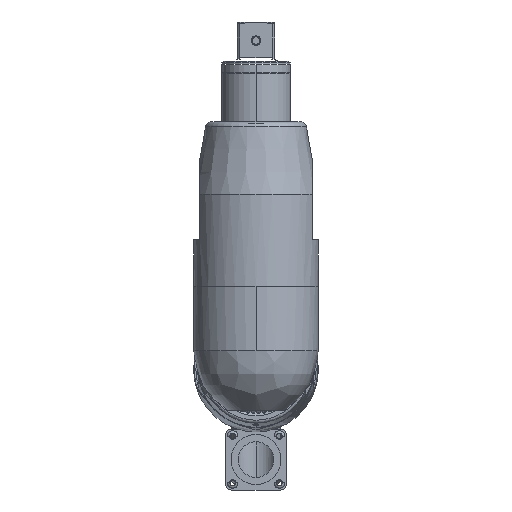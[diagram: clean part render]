
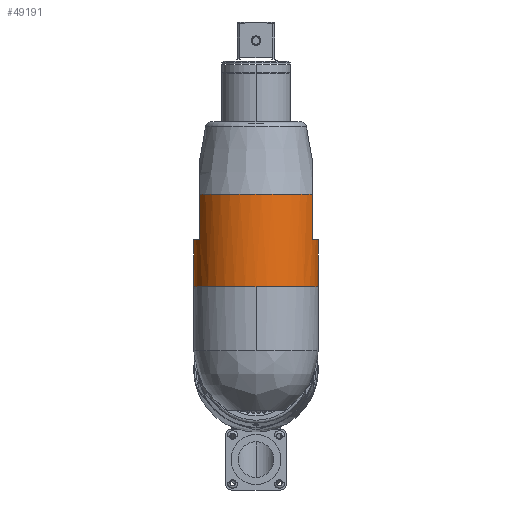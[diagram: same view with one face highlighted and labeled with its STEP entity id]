
A CAD part, left-side view. The second image highlights one B-rep face of the part: STEP entity #49191.
In plain terms, the highlighted cylindrical face has radius 31.686 mm (diameter 63.373 mm), a partial arc.
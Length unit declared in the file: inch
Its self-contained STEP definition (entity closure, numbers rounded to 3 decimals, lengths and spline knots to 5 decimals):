
#48936=CARTESIAN_POINT('',(-19.39295,0.005,2.597));
#48937=DIRECTION('',(0.,0.,1.));
#48938=DIRECTION('',(0.,1.,0.));
#48939=AXIS2_PLACEMENT_3D('',#48936,#48937,#48938);
#48941=CARTESIAN_POINT('',(-19.39295,0.005,1.659));
#48942=DIRECTION('',(0.,0.,-1.));
#48943=DIRECTION('',(0.,-1.,0.));
#48944=AXIS2_PLACEMENT_3D('',#48941,#48942,#48943);
#48946=DIRECTION('',(0.,0.,-1.));
#48947=VECTOR('',#48946,0.906);
#48948=CARTESIAN_POINT('',(-19.93205,1.13,3.503));
#48949=LINE('',#48948,#48947);
#49003=DIRECTION('',(0.,0.,1.));
#49004=VECTOR('',#49003,0.938);
#49005=CARTESIAN_POINT('',(-19.39295,1.2525,1.659));
#49006=LINE('',#49005,#49004);
#49012=DIRECTION('',(0.,0.,1.));
#49013=VECTOR('',#49012,0.938);
#49014=CARTESIAN_POINT('',(-19.39295,-1.2425,1.659));
#49015=LINE('',#49014,#49013);
#49016=CARTESIAN_POINT('',(-19.39295,0.005,2.597));
#49017=DIRECTION('',(0.,0.,-1.));
#49018=DIRECTION('',(0.,-1.,0.));
#49019=AXIS2_PLACEMENT_3D('',#49016,#49017,#49018);
#49030=DIRECTION('',(0.,0.,-1.));
#49031=VECTOR('',#49030,0.906);
#49032=CARTESIAN_POINT('',(-19.93205,-1.12,3.503));
#49033=LINE('',#49032,#49031);
#49068=CARTESIAN_POINT('',(-19.39295,0.005,3.503));
#49069=DIRECTION('',(0.,0.,-1.));
#49070=DIRECTION('',(-0.432,-0.902,0.));
#49071=AXIS2_PLACEMENT_3D('',#49068,#49069,#49070);
#49134=CARTESIAN_POINT('',(-19.39295,-1.2425,1.659));
#49135=CARTESIAN_POINT('',(-19.39295,1.2525,1.659));
#49136=VERTEX_POINT('',#49134);
#49137=VERTEX_POINT('',#49135);
#49142=CARTESIAN_POINT('',(-19.93205,1.13,2.597));
#49143=CARTESIAN_POINT('',(-19.39295,1.2525,2.597));
#49144=VERTEX_POINT('',#49142);
#49145=VERTEX_POINT('',#49143);
#49146=CARTESIAN_POINT('',(-19.93205,1.13,3.503));
#49147=VERTEX_POINT('',#49146);
#49148=CARTESIAN_POINT('',(-19.93205,-1.12,3.503));
#49149=CARTESIAN_POINT('',(-19.93205,-1.12,2.597));
#49150=VERTEX_POINT('',#49148);
#49151=VERTEX_POINT('',#49149);
#49152=CARTESIAN_POINT('',(-19.39295,-1.2425,2.597));
#49153=VERTEX_POINT('',#49152);
#49168=CARTESIAN_POINT('',(-19.39295,0.005,5.14895));
#49169=DIRECTION('',(0.,0.,-1.));
#49170=DIRECTION('',(0.,1.,0.));
#49171=AXIS2_PLACEMENT_3D('',#49168,#49169,#49170);
#49172=CYLINDRICAL_SURFACE('',#49171,1.2475);
#49174=ORIENTED_EDGE('',*,*,#49173,.T.);
#49176=ORIENTED_EDGE('',*,*,#49175,.F.);
#49178=ORIENTED_EDGE('',*,*,#49177,.F.);
#49180=ORIENTED_EDGE('',*,*,#49179,.T.);
#49182=ORIENTED_EDGE('',*,*,#49181,.F.);
#49184=ORIENTED_EDGE('',*,*,#49183,.F.);
#49186=ORIENTED_EDGE('',*,*,#49185,.T.);
#49188=ORIENTED_EDGE('',*,*,#49187,.T.);
#49189=EDGE_LOOP('',(#49174,#49176,#49178,#49180,#49182,#49184,#49186,#49188));
#49190=FACE_OUTER_BOUND('',#49189,.F.);
#49191=ADVANCED_FACE('',(#49190),#49172,.T.);
#48940=CIRCLE('',#48939,1.2475);
#48945=CIRCLE('',#48944,1.2475);
#49020=CIRCLE('',#49019,1.2475);
#49072=CIRCLE('',#49071,1.2475);
#49173=EDGE_CURVE('',#49145,#49144,#48940,.T.);
#49175=EDGE_CURVE('',#49147,#49144,#48949,.T.);
#49177=EDGE_CURVE('',#49150,#49147,#49072,.T.);
#49179=EDGE_CURVE('',#49150,#49151,#49033,.T.);
#49181=EDGE_CURVE('',#49153,#49151,#49020,.T.);
#49183=EDGE_CURVE('',#49136,#49153,#49015,.T.);
#49185=EDGE_CURVE('',#49136,#49137,#48945,.T.);
#49187=EDGE_CURVE('',#49137,#49145,#49006,.T.);
